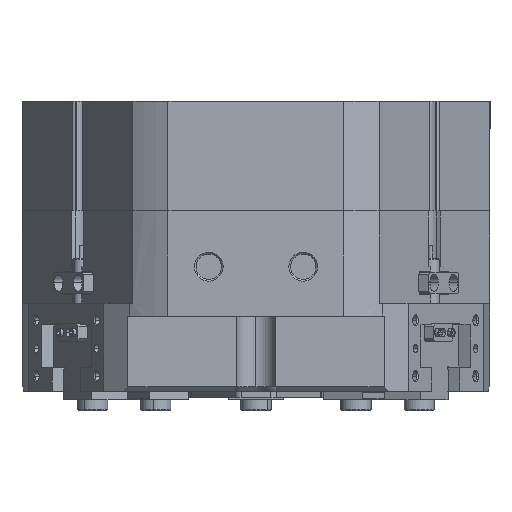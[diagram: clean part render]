
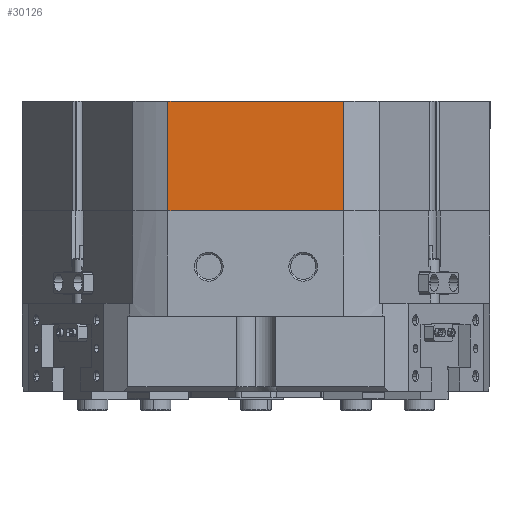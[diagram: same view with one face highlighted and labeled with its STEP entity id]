
A CAD part, left-side view. The second image highlights one B-rep face of the part: STEP entity #30126.
In plain terms, the highlighted face is planar.
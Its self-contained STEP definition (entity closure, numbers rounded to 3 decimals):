
#65 = DIRECTION ( 'NONE',  ( 0., 0., -1. ) ) ;
#1789 = LINE ( 'NONE', #22612, #13077 ) ;
#1845 = DIRECTION ( 'NONE',  ( -1., 0., 0. ) ) ;
#3871 = LINE ( 'NONE', #33043, #14564 ) ;
#5032 = VECTOR ( 'NONE', #8390, 1000. ) ;
#6488 = CARTESIAN_POINT ( 'NONE',  ( 40.988, 101., 50. ) ) ;
#8390 = DIRECTION ( 'NONE',  ( 0., 0., 1. ) ) ;
#9914 = VECTOR ( 'NONE', #65, 1000. ) ;
#10997 = ORIENTED_EDGE ( 'NONE', *, *, #41495, .T. ) ;
#11037 = ORIENTED_EDGE ( 'NONE', *, *, #28114, .T. ) ;
#13077 = VECTOR ( 'NONE', #1845, 1000. ) ;
#14564 = VECTOR ( 'NONE', #43206, 1000. ) ;
#15274 = ORIENTED_EDGE ( 'NONE', *, *, #34722, .F. ) ;
#15914 = CARTESIAN_POINT ( 'NONE',  ( -40.988, 101., -1. ) ) ;
#16268 = ORIENTED_EDGE ( 'NONE', *, *, #42951, .F. ) ;
#16790 = CARTESIAN_POINT ( 'NONE',  ( -40.988, 101., 50. ) ) ;
#18474 = LINE ( 'NONE', #6488, #9914 ) ;
#21253 = VERTEX_POINT ( 'NONE', #40849 ) ;
#22612 = CARTESIAN_POINT ( 'NONE',  ( 55.223, 101., 50. ) ) ;
#22644 = CARTESIAN_POINT ( 'NONE',  ( 40.988, 101., -1. ) ) ;
#22710 = DIRECTION ( 'NONE',  ( 0., -1., 0. ) ) ;
#25762 = VERTEX_POINT ( 'NONE', #22644 ) ;
#25991 = PLANE ( 'NONE',  #32676 ) ;
#26220 = VERTEX_POINT ( 'NONE', #15914 ) ;
#26276 = CARTESIAN_POINT ( 'NONE',  ( 55.223, 101., 50.001 ) ) ;
#26792 = FACE_OUTER_BOUND ( 'NONE', #42791, .T. ) ;
#28114 = EDGE_CURVE ( 'NONE', #21253, #25762, #18474, .T. ) ;
#29421 = DIRECTION ( 'NONE',  ( 0., 0., -1. ) ) ;
#30126 = ADVANCED_FACE ( 'NONE', ( #26792 ), #25991, .F. ) ;
#32676 = AXIS2_PLACEMENT_3D ( 'NONE', #26276, #22710, #29421 ) ;
#33043 = CARTESIAN_POINT ( 'NONE',  ( -40.988, 101., -1. ) ) ;
#33361 = VERTEX_POINT ( 'NONE', #16790 ) ;
#34722 = EDGE_CURVE ( 'NONE', #21253, #33361, #1789, .T. ) ;
#35273 = CARTESIAN_POINT ( 'NONE',  ( -40.988, 101., 50. ) ) ;
#40849 = CARTESIAN_POINT ( 'NONE',  ( 40.988, 101., 50. ) ) ;
#41378 = LINE ( 'NONE', #35273, #5032 ) ;
#41495 = EDGE_CURVE ( 'NONE', #26220, #33361, #41378, .T. ) ;
#42791 = EDGE_LOOP ( 'NONE', ( #10997, #15274, #11037, #16268 ) ) ;
#42951 = EDGE_CURVE ( 'NONE', #26220, #25762, #3871, .T. ) ;
#43206 = DIRECTION ( 'NONE',  ( 1., 0., 0. ) ) ;
